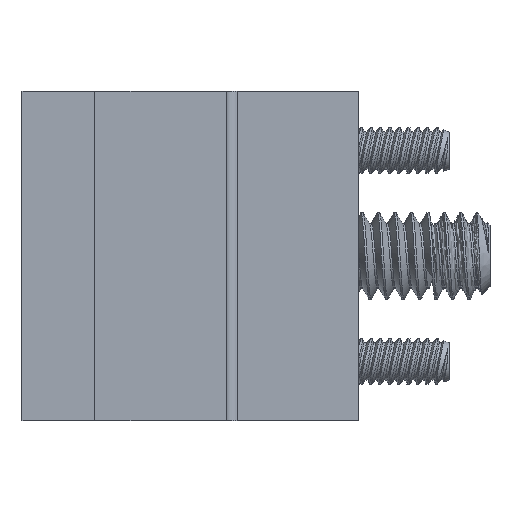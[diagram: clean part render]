
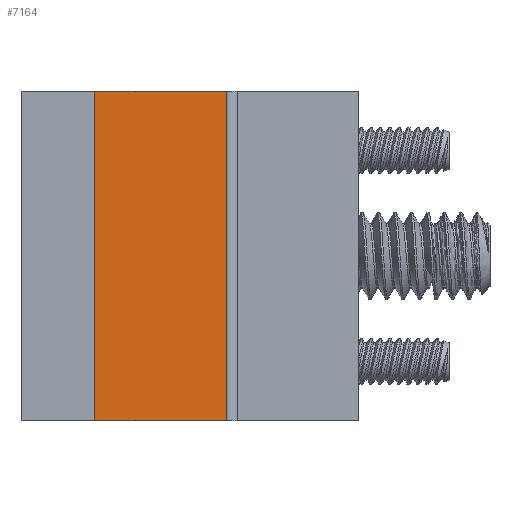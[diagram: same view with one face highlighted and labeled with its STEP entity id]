
A CAD part, left-side view. The second image highlights one B-rep face of the part: STEP entity #7164.
In plain terms, the highlighted planar face has unit normal (-1, 0, 0).
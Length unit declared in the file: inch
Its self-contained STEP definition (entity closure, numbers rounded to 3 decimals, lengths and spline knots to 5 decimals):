
#410 = EDGE_CURVE ( 'NONE', #11077, #935, #6160, .T. ) ;
#588 = ORIENTED_EDGE ( 'NONE', *, *, #4272, .T. ) ;
#935 = VERTEX_POINT ( 'NONE', #6566 ) ;
#991 = VECTOR ( 'NONE', #11237, 39.37008 ) ;
#1594 = CARTESIAN_POINT ( 'NONE',  ( -0.5625, 0., -0.3125 ) ) ;
#1715 = DIRECTION ( 'NONE',  ( 0., -1., 0. ) ) ;
#2044 = CARTESIAN_POINT ( 'NONE',  ( -0.5625, 0., 0.3125 ) ) ;
#2780 = EDGE_CURVE ( 'NONE', #935, #8282, #2960, .T. ) ;
#2950 = VECTOR ( 'NONE', #9850, 39.37008 ) ;
#2960 = LINE ( 'NONE', #10153, #7577 ) ;
#3085 = EDGE_LOOP ( 'NONE', ( #5083, #4596, #9545, #588 ) ) ;
#3722 = VECTOR ( 'NONE', #8706, 39.37008 ) ;
#4272 = EDGE_CURVE ( 'NONE', #6758, #8282, #10031, .T. ) ;
#4439 = CARTESIAN_POINT ( 'NONE',  ( -0.5625, 0., -0.3125 ) ) ;
#4596 = ORIENTED_EDGE ( 'NONE', *, *, #410, .F. ) ;
#4682 = AXIS2_PLACEMENT_3D ( 'NONE', #4439, #7211, #1715 ) ;
#4746 = CARTESIAN_POINT ( 'NONE',  ( -0.5625, 0., -0.3125 ) ) ;
#5009 = CARTESIAN_POINT ( 'NONE',  ( -0.5625, -0.25, -0.3125 ) ) ;
#5083 = ORIENTED_EDGE ( 'NONE', *, *, #2780, .F. ) ;
#5513 = DIRECTION ( 'NONE',  ( 0., 0., -1. ) ) ;
#6160 = LINE ( 'NONE', #2044, #3722 ) ;
#6290 = PLANE ( 'NONE',  #4682 ) ;
#6566 = CARTESIAN_POINT ( 'NONE',  ( -0.5625, -0.25, 0.3125 ) ) ;
#6758 = VERTEX_POINT ( 'NONE', #8367 ) ;
#7164 = ADVANCED_FACE ( 'NONE', ( #7213 ), #6290, .T. ) ;
#7211 = DIRECTION ( 'NONE',  ( -1., 0., 0. ) ) ;
#7213 = FACE_OUTER_BOUND ( 'NONE', #3085, .T. ) ;
#7577 = VECTOR ( 'NONE', #5513, 39.37008 ) ;
#8282 = VERTEX_POINT ( 'NONE', #5009 ) ;
#8367 = CARTESIAN_POINT ( 'NONE',  ( -0.5625, 0., -0.3125 ) ) ;
#8706 = DIRECTION ( 'NONE',  ( 0., -1., 0. ) ) ;
#9545 = ORIENTED_EDGE ( 'NONE', *, *, #10746, .F. ) ;
#9850 = DIRECTION ( 'NONE',  ( 0., -1., 0. ) ) ;
#10031 = LINE ( 'NONE', #1594, #2950 ) ;
#10153 = CARTESIAN_POINT ( 'NONE',  ( -0.5625, -0.25, 0.3125 ) ) ;
#10746 = EDGE_CURVE ( 'NONE', #6758, #11077, #10829, .T. ) ;
#10829 = LINE ( 'NONE', #4746, #991 ) ;
#10924 = CARTESIAN_POINT ( 'NONE',  ( -0.5625, 0., 0.3125 ) ) ;
#11077 = VERTEX_POINT ( 'NONE', #10924 ) ;
#11237 = DIRECTION ( 'NONE',  ( 0., 0., 1. ) ) ;
